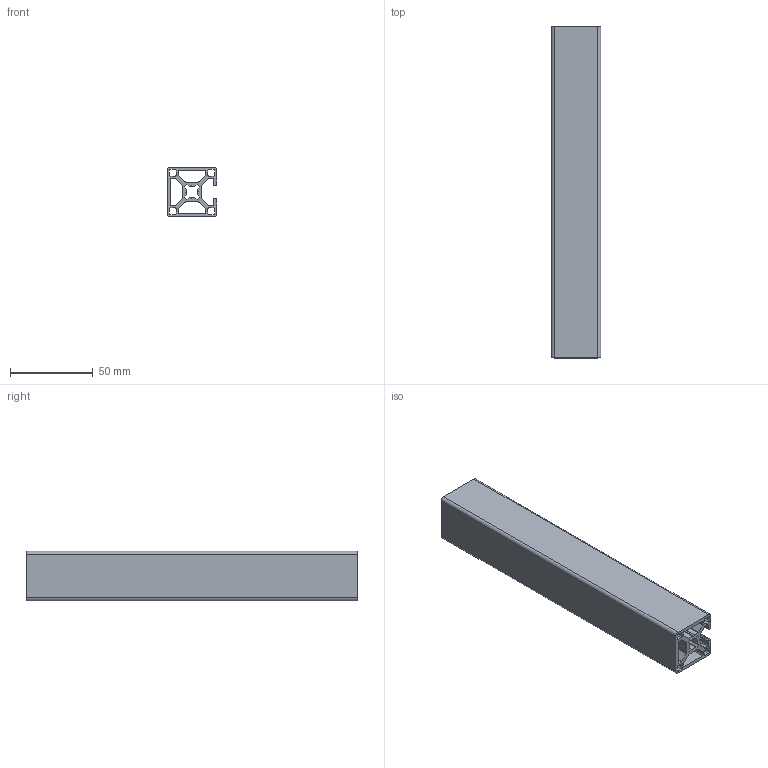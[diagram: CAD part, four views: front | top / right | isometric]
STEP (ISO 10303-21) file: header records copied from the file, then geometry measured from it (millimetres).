
FILE_DESCRIPTION(/* description */ ('Aluminiumprofil 30x30 1N'),/* implementation_level */ '2;1');
FILE_NAME(/* name */ 'Syskomp 481992397 Aluminiumprofil 30x30 1N.stp',/* time_stamp */ '2017-01-12T10:17:52+01:00',/* author */ ('Heldmann W.'),/* organization */ (''),/* preprocessor_version */ 'ST-DEVELOPER v16.1',/* originating_system */ 'Autodesk Inventor 2016',/* authorisation */ ' ');
FILE_SCHEMA (('AUTOMOTIVE_DESIGN { 1 0 10303 214 3 1 1 }'));
Length unit declared in the file: millimetre
Products named in the file (1): 481992397 Aluminiumprofil 30x30 1N - 200
Bounding box: 30 x 200 x 30 mm (x, y, z)
Volume: 73742.2 mm3; surface area: 74262.8 mm2
Topology: 1 solids, 1 shells, 144 faces, 426 edges, 284 vertices
Faces by surface type: plane 74, cylinder 70
Entity records: 4906 total; most frequent: DIRECTION 856, CARTESIAN_POINT 855, ORIENTED_EDGE 852, EDGE_CURVE 426, LINE 286, VECTOR 286, AXIS2_PLACEMENT_3D 285, VERTEX_POINT 284
